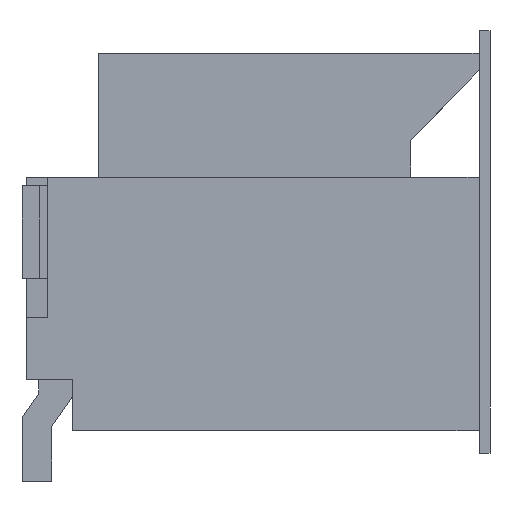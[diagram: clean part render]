
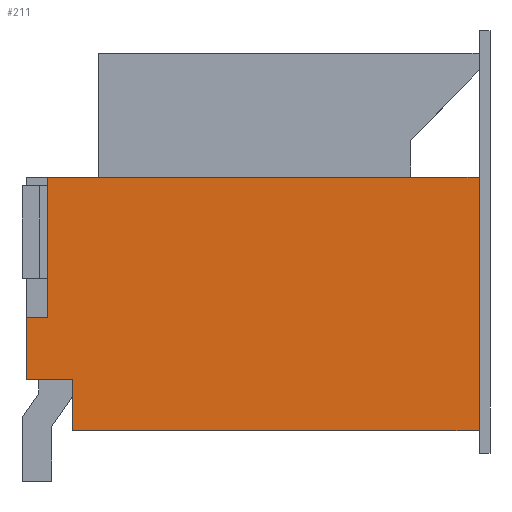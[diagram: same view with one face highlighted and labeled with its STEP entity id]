
A CAD part, left-side view. The second image highlights one B-rep face of the part: STEP entity #211.
In plain terms, the highlighted planar face has unit normal (-1, 0, 0).
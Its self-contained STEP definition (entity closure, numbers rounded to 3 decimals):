
#60=FACE_OUTER_BOUND('',#537,.T.);
#211=ADVANCED_FACE('',(#60),#364,.T.);
#364=PLANE('',#3078);
#537=EDGE_LOOP('',(#808,#809,#810,#811,#812,#813,#814,#815));
#808=ORIENTED_EDGE('',*,*,#1921,.F.);
#809=ORIENTED_EDGE('',*,*,#1917,.T.);
#810=ORIENTED_EDGE('',*,*,#1922,.T.);
#811=ORIENTED_EDGE('',*,*,#1923,.T.);
#812=ORIENTED_EDGE('',*,*,#1924,.T.);
#813=ORIENTED_EDGE('',*,*,#1890,.F.);
#814=ORIENTED_EDGE('',*,*,#1904,.F.);
#815=ORIENTED_EDGE('',*,*,#1813,.F.);
#1528=VERTEX_POINT('',#3966);
#1531=VERTEX_POINT('',#3971);
#1604=VERTEX_POINT('',#4126);
#1605=VERTEX_POINT('',#4128);
#1623=VERTEX_POINT('',#4176);
#1624=VERTEX_POINT('',#4178);
#1626=VERTEX_POINT('',#4186);
#1627=VERTEX_POINT('',#4188);
#1813=EDGE_CURVE('',#1531,#1528,#2236,.T.);
#1890=EDGE_CURVE('',#1604,#1605,#2313,.T.);
#1904=EDGE_CURVE('',#1528,#1604,#2327,.T.);
#1917=EDGE_CURVE('',#1624,#1623,#2340,.T.);
#1921=EDGE_CURVE('',#1624,#1531,#2344,.T.);
#1922=EDGE_CURVE('',#1623,#1626,#2345,.T.);
#1923=EDGE_CURVE('',#1626,#1627,#2346,.T.);
#1924=EDGE_CURVE('',#1627,#1605,#2347,.T.);
#2236=LINE('',#3972,#2653);
#2313=LINE('',#4127,#2730);
#2327=LINE('',#4153,#2744);
#2340=LINE('',#4177,#2757);
#2344=LINE('',#4184,#2761);
#2345=LINE('',#4185,#2762);
#2346=LINE('',#4187,#2763);
#2347=LINE('',#4189,#2764);
#2653=VECTOR('',#3232,1.);
#2730=VECTOR('',#3319,1.);
#2744=VECTOR('',#3337,1.);
#2757=VECTOR('',#3354,1.);
#2761=VECTOR('',#3360,1.);
#2762=VECTOR('',#3361,1.);
#2763=VECTOR('',#3362,1.);
#2764=VECTOR('',#3363,1.);
#3078=AXIS2_PLACEMENT_3D('',#4190,#3364,#3365);
#3232=DIRECTION('',(0.,0.,1.));
#3319=DIRECTION('',(0.,0.,-1.));
#3337=DIRECTION('',(0.,-1.,0.));
#3354=DIRECTION('',(0.,0.,-1.));
#3360=DIRECTION('',(0.,-1.,0.));
#3361=DIRECTION('',(0.,-1.,0.));
#3362=DIRECTION('',(0.,0.,-1.));
#3363=DIRECTION('',(0.,-1.,0.));
#3364=DIRECTION('',(-1.,0.,0.));
#3365=DIRECTION('',(0.,0.,1.));
#3966=CARTESIAN_POINT('',(-4.,6.,2.945));
#3971=CARTESIAN_POINT('',(-4.,6.,1.285));
#3972=CARTESIAN_POINT('',(-4.,6.,1.285));
#4126=CARTESIAN_POINT('',(-4.,0.89,2.945));
#4127=CARTESIAN_POINT('',(-4.,0.89,2.945));
#4128=CARTESIAN_POINT('',(-4.,0.89,-0.055));
#4153=CARTESIAN_POINT('',(-4.,6.25,2.945));
#4176=CARTESIAN_POINT('',(-4.,6.25,0.545));
#4177=CARTESIAN_POINT('',(-4.,6.25,2.945));
#4178=CARTESIAN_POINT('',(-4.,6.25,1.285));
#4184=CARTESIAN_POINT('',(-4.,6.25,1.285));
#4185=CARTESIAN_POINT('',(-4.,6.25,0.545));
#4186=CARTESIAN_POINT('',(-4.,5.7,0.545));
#4187=CARTESIAN_POINT('',(-4.,5.7,0.545));
#4188=CARTESIAN_POINT('',(-4.,5.7,-0.055));
#4189=CARTESIAN_POINT('',(-4.,6.25,-0.055));
#4190=CARTESIAN_POINT('',(-4.,6.25,2.945));
